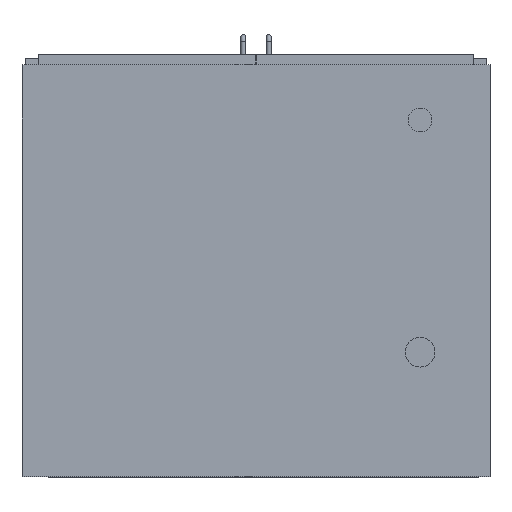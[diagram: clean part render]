
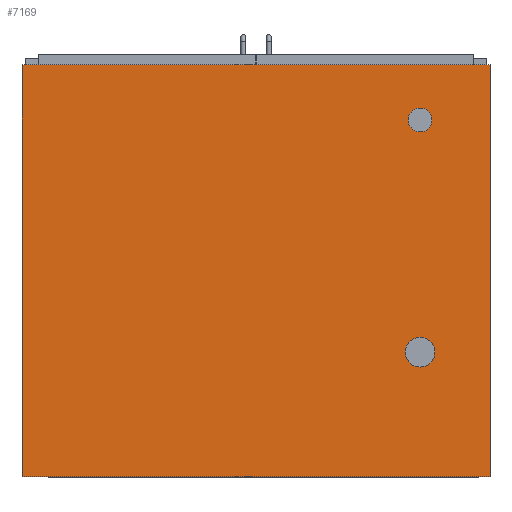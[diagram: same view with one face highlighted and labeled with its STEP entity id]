
A CAD part, front view. The second image highlights one B-rep face of the part: STEP entity #7169.
In plain terms, the highlighted planar face has unit normal (0, -1, 0).
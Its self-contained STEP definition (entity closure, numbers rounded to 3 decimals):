
#96=FACE_BOUND('',#943,.T.);
#97=FACE_BOUND('',#944,.T.);
#127=PLANE('',#7666);
#509=FACE_OUTER_BOUND('',#942,.T.);
#942=EDGE_LOOP('',(#5101,#5102,#5103,#5104));
#943=EDGE_LOOP('',(#5105));
#944=EDGE_LOOP('',(#5106));
#1395=LINE('',#10239,#2317);
#1398=LINE('',#10245,#2320);
#1401=LINE('',#10251,#2323);
#1404=LINE('',#10255,#2326);
#2317=VECTOR('',#8234,10.);
#2320=VECTOR('',#8239,10.);
#2323=VECTOR('',#8244,10.);
#2326=VECTOR('',#8249,10.);
#3224=CIRCLE('',#7650,20.);
#3226=CIRCLE('',#7654,25.);
#3332=VERTEX_POINT('',#10196);
#3334=VERTEX_POINT('',#10203);
#3345=VERTEX_POINT('',#10236);
#3346=VERTEX_POINT('',#10238);
#3348=VERTEX_POINT('',#10244);
#3350=VERTEX_POINT('',#10250);
#4019=EDGE_CURVE('',#3332,#3332,#3224,.T.);
#4022=EDGE_CURVE('',#3334,#3334,#3226,.T.);
#4037=EDGE_CURVE('',#3346,#3345,#1395,.T.);
#4040=EDGE_CURVE('',#3348,#3346,#1398,.T.);
#4043=EDGE_CURVE('',#3350,#3348,#1401,.T.);
#4046=EDGE_CURVE('',#3345,#3350,#1404,.T.);
#5101=ORIENTED_EDGE('',*,*,#4046,.T.);
#5102=ORIENTED_EDGE('',*,*,#4043,.T.);
#5103=ORIENTED_EDGE('',*,*,#4040,.T.);
#5104=ORIENTED_EDGE('',*,*,#4037,.T.);
#5105=ORIENTED_EDGE('',*,*,#4019,.T.);
#5106=ORIENTED_EDGE('',*,*,#4022,.T.);
#7169=ADVANCED_FACE('',(#509,#96,#97),#127,.T.);
#7650=AXIS2_PLACEMENT_3D('',#10198,#8195,#8196);
#7654=AXIS2_PLACEMENT_3D('',#10205,#8204,#8205);
#7666=AXIS2_PLACEMENT_3D('',#10257,#8252,#8253);
#8195=DIRECTION('center_axis',(0.,1.,0.));
#8196=DIRECTION('ref_axis',(1.,0.,0.));
#8204=DIRECTION('center_axis',(0.,1.,0.));
#8205=DIRECTION('ref_axis',(1.,0.,0.));
#8234=DIRECTION('',(-1.,0.,0.));
#8239=DIRECTION('',(0.,0.,1.));
#8244=DIRECTION('',(1.,0.,0.));
#8249=DIRECTION('',(0.,0.,-1.));
#8252=DIRECTION('center_axis',(0.,-1.,0.));
#8253=DIRECTION('ref_axis',(0.,0.,-1.));
#10196=CARTESIAN_POINT('',(257.,-390.,254.5));
#10198=CARTESIAN_POINT('Origin',(277.,-390.,254.5));
#10203=CARTESIAN_POINT('',(252.,-390.,-137.5));
#10205=CARTESIAN_POINT('Origin',(277.,-390.,-137.5));
#10236=CARTESIAN_POINT('',(-395.,-390.,347.5));
#10238=CARTESIAN_POINT('',(395.,-390.,347.5));
#10239=CARTESIAN_POINT('',(-395.,-390.,347.5));
#10244=CARTESIAN_POINT('',(395.,-390.,-347.5));
#10245=CARTESIAN_POINT('',(395.,-390.,347.5));
#10250=CARTESIAN_POINT('',(-395.,-390.,-347.5));
#10251=CARTESIAN_POINT('',(395.,-390.,-347.5));
#10255=CARTESIAN_POINT('',(-395.,-390.,-347.5));
#10257=CARTESIAN_POINT('Origin',(0.,-390.,0.));
